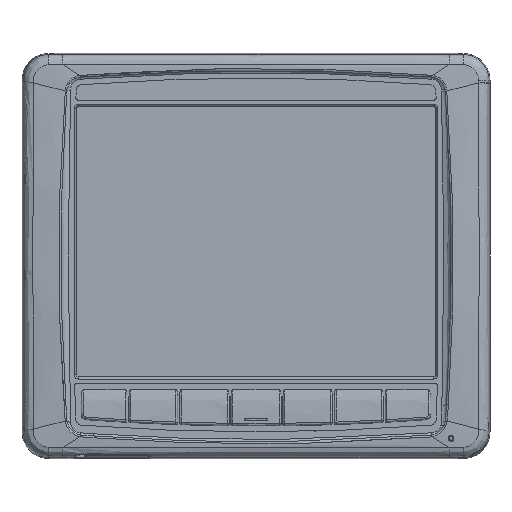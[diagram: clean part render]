
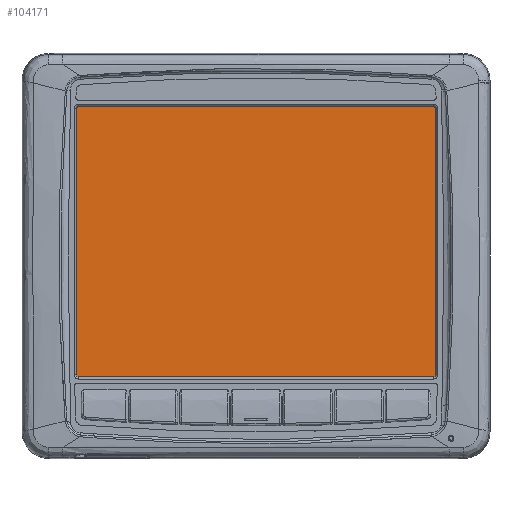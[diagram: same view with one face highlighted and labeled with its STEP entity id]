
A CAD part, front view. The second image highlights one B-rep face of the part: STEP entity #104171.
In plain terms, the highlighted planar face has unit normal (0, -1, 0).
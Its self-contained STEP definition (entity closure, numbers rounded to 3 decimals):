
#18458=DIRECTION('',(0.,0.,1.));
#18459=VECTOR('',#18458,157.62);
#18460=CARTESIAN_POINT('',(106.237,-15.684,-70.328));
#18461=LINE('',#18460,#18459);
#18474=CARTESIAN_POINT('',(105.211,-15.684,-70.328));
#18475=DIRECTION('',(0.,-1.,0.));
#18476=DIRECTION('',(0.,0.,-1.));
#18477=AXIS2_PLACEMENT_3D('',#18474,#18475,#18476);
#18484=DIRECTION('',(1.,0.,0.));
#18485=VECTOR('',#18484,210.422);
#18486=CARTESIAN_POINT('',(-105.211,-15.684,-71.353));
#18487=LINE('',#18486,#18485);
#18500=CARTESIAN_POINT('',(-105.211,-15.684,-70.328));
#18501=DIRECTION('',(0.,1.,0.));
#18502=DIRECTION('',(0.,0.,-1.));
#18503=AXIS2_PLACEMENT_3D('',#18500,#18501,#18502);
#18510=DIRECTION('',(0.,0.,-1.));
#18511=VECTOR('',#18510,157.62);
#18512=CARTESIAN_POINT('',(-106.237,-15.684,87.292));
#18513=LINE('',#18512,#18511);
#18526=CARTESIAN_POINT('',(-105.211,-15.684,87.292));
#18527=DIRECTION('',(0.,-1.,0.));
#18528=DIRECTION('',(0.,0.,1.));
#18529=AXIS2_PLACEMENT_3D('',#18526,#18527,#18528);
#18536=DIRECTION('',(-1.,0.,0.));
#18537=VECTOR('',#18536,210.422);
#18538=CARTESIAN_POINT('',(105.211,-15.684,88.318));
#18539=LINE('',#18538,#18537);
#18552=CARTESIAN_POINT('',(105.211,-15.684,87.292));
#18553=DIRECTION('',(0.,1.,0.));
#18554=DIRECTION('',(0.,0.,1.));
#18555=AXIS2_PLACEMENT_3D('',#18552,#18553,#18554);
#81234=CARTESIAN_POINT('',(106.237,-15.684,-70.328));
#81235=CARTESIAN_POINT('',(106.237,-15.684,87.292));
#81236=VERTEX_POINT('',#81234);
#81237=VERTEX_POINT('',#81235);
#81238=CARTESIAN_POINT('',(-105.211,-15.684,-71.353));
#81239=CARTESIAN_POINT('',(105.211,-15.684,-71.353));
#81240=VERTEX_POINT('',#81238);
#81241=VERTEX_POINT('',#81239);
#81242=CARTESIAN_POINT('',(-106.237,-15.684,87.292));
#81243=CARTESIAN_POINT('',(-106.237,-15.684,-70.328));
#81244=VERTEX_POINT('',#81242);
#81245=VERTEX_POINT('',#81243);
#81246=CARTESIAN_POINT('',(105.211,-15.684,88.318));
#81247=CARTESIAN_POINT('',(-105.211,-15.684,88.318));
#81248=VERTEX_POINT('',#81246);
#81249=VERTEX_POINT('',#81247);
#104149=CARTESIAN_POINT('',(0.,-15.684,0.));
#104150=DIRECTION('',(0.,1.,0.));
#104151=DIRECTION('',(0.,0.,1.));
#104152=AXIS2_PLACEMENT_3D('',#104149,#104150,#104151);
#104153=PLANE('',#104152);
#104154=ORIENTED_EDGE('',*,*,#104139,.F.);
#104156=ORIENTED_EDGE('',*,*,#104155,.F.);
#104158=ORIENTED_EDGE('',*,*,#104157,.F.);
#104160=ORIENTED_EDGE('',*,*,#104159,.T.);
#104162=ORIENTED_EDGE('',*,*,#104161,.F.);
#104164=ORIENTED_EDGE('',*,*,#104163,.F.);
#104166=ORIENTED_EDGE('',*,*,#104165,.F.);
#104168=ORIENTED_EDGE('',*,*,#104167,.T.);
#104169=EDGE_LOOP('',(#104154,#104156,#104158,#104160,#104162,#104164,#104166,
#104168));
#104170=FACE_OUTER_BOUND('',#104169,.F.);
#104171=ADVANCED_FACE('',(#104170),#104153,.F.);
#18478=CIRCLE('',#18477,1.026);
#18504=CIRCLE('',#18503,1.026);
#18530=CIRCLE('',#18529,1.026);
#18556=CIRCLE('',#18555,1.026);
#104139=EDGE_CURVE('',#81236,#81237,#18461,.T.);
#104155=EDGE_CURVE('',#81241,#81236,#18478,.T.);
#104157=EDGE_CURVE('',#81240,#81241,#18487,.T.);
#104159=EDGE_CURVE('',#81240,#81245,#18504,.T.);
#104161=EDGE_CURVE('',#81244,#81245,#18513,.T.);
#104163=EDGE_CURVE('',#81249,#81244,#18530,.T.);
#104165=EDGE_CURVE('',#81248,#81249,#18539,.T.);
#104167=EDGE_CURVE('',#81248,#81237,#18556,.T.);
